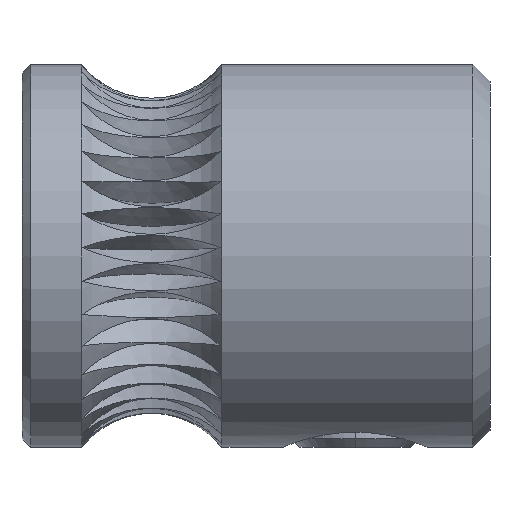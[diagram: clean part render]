
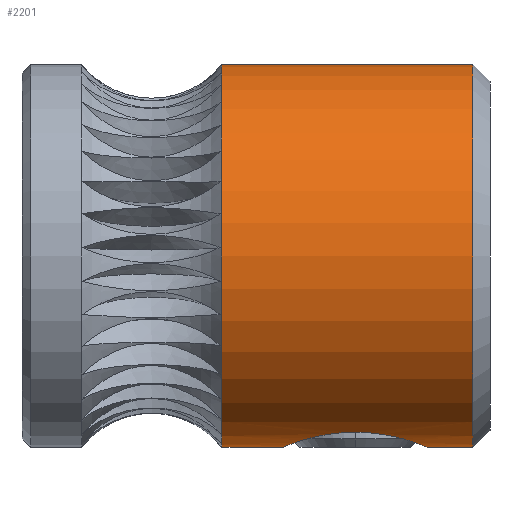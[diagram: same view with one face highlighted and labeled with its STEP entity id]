
A CAD part, left-side view. The second image highlights one B-rep face of the part: STEP entity #2201.
In plain terms, the highlighted cylindrical face has radius 4.5 mm (diameter 9 mm), a partial arc.
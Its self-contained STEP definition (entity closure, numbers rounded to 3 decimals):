
#85 = DIRECTION ( 'NONE',  ( 0., -1., 0. ) ) ;
#256 = B_SPLINE_CURVE_WITH_KNOTS ( 'NONE', 3,
 ( #5897, #5445, #3621, #808, #4089, #1275 ),
 .UNSPECIFIED., .F., .F.,
 ( 4, 2, 4 ),
 ( 0.5, 0.5, 0.5 ),
 .UNSPECIFIED. ) ;
#260 = ORIENTED_EDGE ( 'NONE', *, *, #405, .T. ) ;
#350 = CARTESIAN_POINT ( 'NONE',  ( 0., 4.883, -4.5 ) ) ;
#365 = CARTESIAN_POINT ( 'NONE',  ( -1.535, 2.299, -4.231 ) ) ;
#378 = CARTESIAN_POINT ( 'NONE',  ( -0.006, 1.449, -4.5 ) ) ;
#405 = EDGE_CURVE ( 'NONE', #1747, #4428, #455, .T. ) ;
#455 = CIRCLE ( 'NONE', #4422, 4.5 ) ;
#524 = EDGE_CURVE ( 'NONE', #2525, #976, #2339, .T. ) ;
#801 = CARTESIAN_POINT ( 'NONE',  ( 0., 0.4, 0. ) ) ;
#808 = CARTESIAN_POINT ( 'NONE',  ( 0., 1.449, -4.5 ) ) ;
#819 = CARTESIAN_POINT ( 'NONE',  ( -0.572, 4.793, -4.465 ) ) ;
#830 = CARTESIAN_POINT ( 'NONE',  ( -1.084, 1.796, -4.371 ) ) ;
#909 = EDGE_CURVE ( 'NONE', #4428, #2525, #5006, .T. ) ;
#917 = LINE ( 'NONE', #4819, #4522 ) ;
#966 = VECTOR ( 'NONE', #3886, 1000. ) ;
#976 = VERTEX_POINT ( 'NONE', #5795 ) ;
#1143 = DIRECTION ( 'NONE',  ( 0., -1., 0. ) ) ;
#1263 = DIRECTION ( 'NONE',  ( 0., 0., 1. ) ) ;
#1275 = CARTESIAN_POINT ( 'NONE',  ( 0., 1.449, -4.5 ) ) ;
#1291 = CARTESIAN_POINT ( 'NONE',  ( -1.083, 4.537, -4.371 ) ) ;
#1307 = CARTESIAN_POINT ( 'NONE',  ( -0.572, 1.539, -4.465 ) ) ;
#1474 = ORIENTED_EDGE ( 'NONE', *, *, #1979, .T. ) ;
#1574 = LINE ( 'NONE', #2744, #4074 ) ;
#1617 = CARTESIAN_POINT ( 'NONE',  ( 0., 0.4, -4.5 ) ) ;
#1747 = VERTEX_POINT ( 'NONE', #2038 ) ;
#1767 = CARTESIAN_POINT ( 'NONE',  ( -1.397, 4.215, -4.278 ) ) ;
#1782 = CARTESIAN_POINT ( 'NONE',  ( -0.29, 1.472, -4.491 ) ) ;
#1948 = DIRECTION ( 'NONE',  ( 0., 0., -1. ) ) ;
#1973 = VERTEX_POINT ( 'NONE', #4989 ) ;
#1979 = EDGE_CURVE ( 'NONE', #1973, #4099, #1574, .T. ) ;
#1995 = DIRECTION ( 'NONE',  ( 0., -1., 0. ) ) ;
#2038 = CARTESIAN_POINT ( 'NONE',  ( 0., 6.3, 4.5 ) ) ;
#2201 = ADVANCED_FACE ( 'NONE', ( #3344 ), #3203, .T. ) ;
#2236 = CARTESIAN_POINT ( 'NONE',  ( -1.578, 3.932, -4.214 ) ) ;
#2256 = CARTESIAN_POINT ( 'NONE',  ( -0.145, 1.455, -4.498 ) ) ;
#2339 = B_SPLINE_CURVE_WITH_KNOTS ( 'NONE', 3,
 ( #350, #5912, #5893, #3634, #819, #4101, #1291, #4551, #1767, #5024, #2236, #5474, #2714, #5932, #3167, #365, #3652, #830, #4112, #1307, #4568, #1782, #5040, #2256, #5489, #2729, #5949, #3186, #378, #3668 ),
 .UNSPECIFIED., .F., .F.,
 ( 4, 2, 2, 2, 2, 2, 2, 2, 2, 2, 2, 2, 1, 1, 2, 4 ),
 ( 0., 0.031, 0.063, 0.125, 0.156, 0.188, 0.25, 0.313, 0.375, 0.438, 0.469, 0.484, 0.492, 0.496, 0.498, 0.5 ),
 .UNSPECIFIED. ) ;
#2428 = CARTESIAN_POINT ( 'NONE',  ( 0., 11., 0. ) ) ;
#2525 = VERTEX_POINT ( 'NONE', #5046 ) ;
#2700 = ORIENTED_EDGE ( 'NONE', *, *, #524, .T. ) ;
#2714 = CARTESIAN_POINT ( 'NONE',  ( -1.759, 3.395, -4.142 ) ) ;
#2729 = CARTESIAN_POINT ( 'NONE',  ( -0.051, 1.45, -4.5 ) ) ;
#2744 = CARTESIAN_POINT ( 'NONE',  ( 0., 11., -4.5 ) ) ;
#2788 = EDGE_CURVE ( 'NONE', #1747, #4160, #917, .T. ) ;
#2964 = ORIENTED_EDGE ( 'NONE', *, *, #4561, .T. ) ;
#3030 = CARTESIAN_POINT ( 'NONE',  ( 0., 6.3, -4.5 ) ) ;
#3112 = AXIS2_PLACEMENT_3D ( 'NONE', #2428, #85, #1948 ) ;
#3129 = CIRCLE ( 'NONE', #4215, 4.5 ) ;
#3167 = CARTESIAN_POINT ( 'NONE',  ( -1.712, 2.712, -4.163 ) ) ;
#3186 = CARTESIAN_POINT ( 'NONE',  ( -0.015, 1.449, -4.5 ) ) ;
#3203 = CYLINDRICAL_SURFACE ( 'NONE', #3112, 4.5 ) ;
#3221 = DIRECTION ( 'NONE',  ( 0., -1., 0. ) ) ;
#3344 = FACE_OUTER_BOUND ( 'NONE', #5923, .T. ) ;
#3345 = ORIENTED_EDGE ( 'NONE', *, *, #909, .T. ) ;
#3621 = CARTESIAN_POINT ( 'NONE',  ( 0., 1.449, -4.5 ) ) ;
#3634 = CARTESIAN_POINT ( 'NONE',  ( -0.459, 4.827, -4.478 ) ) ;
#3652 = CARTESIAN_POINT ( 'NONE',  ( -1.405, 2.109, -4.278 ) ) ;
#3668 = CARTESIAN_POINT ( 'NONE',  ( 0., 1.449, -4.5 ) ) ;
#3886 = DIRECTION ( 'NONE',  ( 0., -1., 0. ) ) ;
#3962 = CARTESIAN_POINT ( 'NONE',  ( 0., 6.3, 0. ) ) ;
#4074 = VECTOR ( 'NONE', #3221, 1000. ) ;
#4079 = DIRECTION ( 'NONE',  ( 0., 1., 0. ) ) ;
#4089 = CARTESIAN_POINT ( 'NONE',  ( 0., 1.449, -4.5 ) ) ;
#4099 = VERTEX_POINT ( 'NONE', #1617 ) ;
#4101 = CARTESIAN_POINT ( 'NONE',  ( -0.889, 4.664, -4.416 ) ) ;
#4112 = CARTESIAN_POINT ( 'NONE',  ( -0.89, 1.669, -4.416 ) ) ;
#4160 = VERTEX_POINT ( 'NONE', #5806 ) ;
#4215 = AXIS2_PLACEMENT_3D ( 'NONE', #801, #4079, #1263 ) ;
#4335 = CARTESIAN_POINT ( 'NONE',  ( 0., 11., -4.5 ) ) ;
#4411 = DIRECTION ( 'NONE',  ( 0., 0., -1. ) ) ;
#4422 = AXIS2_PLACEMENT_3D ( 'NONE', #3962, #1143, #4411 ) ;
#4428 = VERTEX_POINT ( 'NONE', #3030 ) ;
#4522 = VECTOR ( 'NONE', #1995, 1000. ) ;
#4551 = CARTESIAN_POINT ( 'NONE',  ( -1.325, 4.301, -4.301 ) ) ;
#4561 = EDGE_CURVE ( 'NONE', #976, #1973, #256, .T. ) ;
#4568 = CARTESIAN_POINT ( 'NONE',  ( -0.462, 1.506, -4.478 ) ) ;
#4819 = CARTESIAN_POINT ( 'NONE',  ( 0., 11., 4.5 ) ) ;
#4989 = CARTESIAN_POINT ( 'NONE',  ( 0., 1.449, -4.5 ) ) ;
#5006 = LINE ( 'NONE', #4335, #966 ) ;
#5024 = CARTESIAN_POINT ( 'NONE',  ( -1.525, 4.029, -4.234 ) ) ;
#5040 = CARTESIAN_POINT ( 'NONE',  ( -0.232, 1.463, -4.494 ) ) ;
#5046 = CARTESIAN_POINT ( 'NONE',  ( 0., 4.883, -4.5 ) ) ;
#5129 = ORIENTED_EDGE ( 'NONE', *, *, #2788, .F. ) ;
#5214 = EDGE_CURVE ( 'NONE', #4099, #4160, #3129, .T. ) ;
#5445 = CARTESIAN_POINT ( 'NONE',  ( 0., 1.449, -4.5 ) ) ;
#5474 = CARTESIAN_POINT ( 'NONE',  ( -1.712, 3.619, -4.163 ) ) ;
#5489 = CARTESIAN_POINT ( 'NONE',  ( -0.102, 1.452, -4.499 ) ) ;
#5527 = ORIENTED_EDGE ( 'NONE', *, *, #5214, .T. ) ;
#5795 = CARTESIAN_POINT ( 'NONE',  ( 0., 1.449, -4.5 ) ) ;
#5806 = CARTESIAN_POINT ( 'NONE',  ( 0., 0.4, 4.5 ) ) ;
#5893 = CARTESIAN_POINT ( 'NONE',  ( -0.232, 4.872, -4.495 ) ) ;
#5897 = CARTESIAN_POINT ( 'NONE',  ( 0., 1.449, -4.5 ) ) ;
#5912 = CARTESIAN_POINT ( 'NONE',  ( -0.116, 4.883, -4.5 ) ) ;
#5923 = EDGE_LOOP ( 'NONE', ( #5129, #260, #3345, #2700, #2964, #1474, #5527 ) ) ;
#5932 = CARTESIAN_POINT ( 'NONE',  ( -1.759, 2.941, -4.142 ) ) ;
#5949 = CARTESIAN_POINT ( 'NONE',  ( -0.029, 1.45, -4.5 ) ) ;
